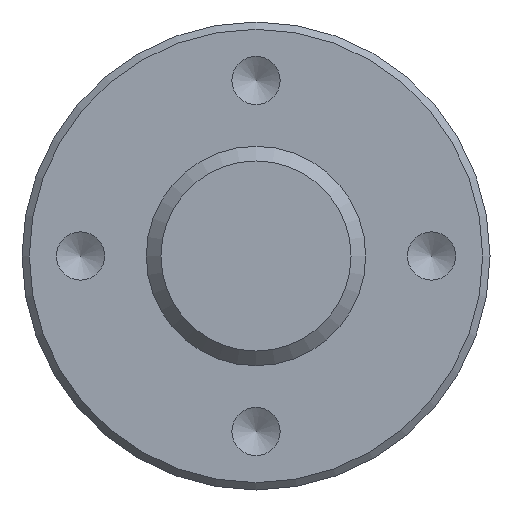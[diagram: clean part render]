
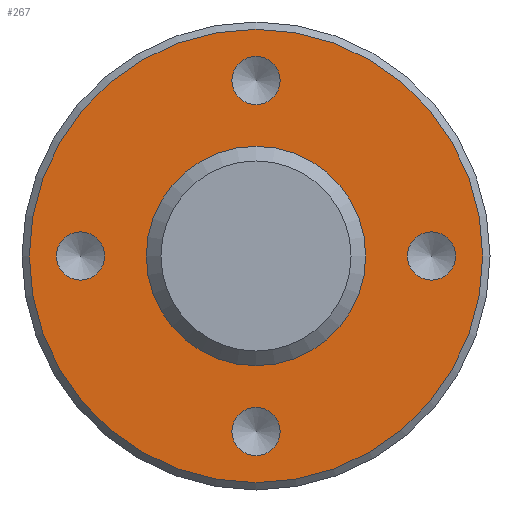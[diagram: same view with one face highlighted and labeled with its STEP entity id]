
A CAD part, left-side view. The second image highlights one B-rep face of the part: STEP entity #267.
In plain terms, the highlighted planar face has unit normal (-1, 0, 0).
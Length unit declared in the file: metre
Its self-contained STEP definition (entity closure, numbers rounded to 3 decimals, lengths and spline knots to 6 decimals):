
#38=ORIENTED_EDGE('',*,*,#86,.F.);
#39=ORIENTED_EDGE('',*,*,#87,.F.);
#40=ORIENTED_EDGE('',*,*,#88,.F.);
#41=ORIENTED_EDGE('',*,*,#89,.F.);
#42=ORIENTED_EDGE('',*,*,#90,.T.);
#43=ORIENTED_EDGE('',*,*,#85,.T.);
#85=EDGE_CURVE('',#109,#109,#137,.T.);
#86=EDGE_CURVE('',#110,#110,#138,.T.);
#87=EDGE_CURVE('',#111,#111,#139,.T.);
#88=EDGE_CURVE('',#112,#112,#140,.T.);
#89=EDGE_CURVE('',#113,#113,#141,.T.);
#90=EDGE_CURVE('',#114,#114,#142,.T.);
#109=VERTEX_POINT('',#460);
#110=VERTEX_POINT('',#463);
#111=VERTEX_POINT('',#465);
#112=VERTEX_POINT('',#467);
#113=VERTEX_POINT('',#469);
#114=VERTEX_POINT('',#471);
#137=CIRCLE('',#307,0.0075);
#138=CIRCLE('',#309,0.00165);
#139=CIRCLE('',#310,0.00165);
#140=CIRCLE('',#311,0.00165);
#141=CIRCLE('',#312,0.00165);
#142=CIRCLE('',#313,0.0155);
#162=EDGE_LOOP('',(#38));
#163=EDGE_LOOP('',(#39));
#164=EDGE_LOOP('',(#40));
#165=EDGE_LOOP('',(#41));
#166=EDGE_LOOP('',(#42));
#167=EDGE_LOOP('',(#43));
#210=FACE_BOUND('',#162,.T.);
#211=FACE_BOUND('',#163,.T.);
#212=FACE_BOUND('',#164,.T.);
#213=FACE_BOUND('',#165,.T.);
#214=FACE_BOUND('',#166,.T.);
#215=FACE_BOUND('',#167,.T.);
#260=PLANE('',#308);
#267=ADVANCED_FACE('',(#210,#211,#212,#213,#214,#215),#260,.T.);
#307=AXIS2_PLACEMENT_3D('',#459,#362,#363);
#308=AXIS2_PLACEMENT_3D('',#461,#364,#365);
#309=AXIS2_PLACEMENT_3D('',#462,#366,#367);
#310=AXIS2_PLACEMENT_3D('',#464,#368,#369);
#311=AXIS2_PLACEMENT_3D('',#466,#370,#371);
#312=AXIS2_PLACEMENT_3D('',#468,#372,#373);
#313=AXIS2_PLACEMENT_3D('',#470,#374,#375);
#362=DIRECTION('',(1.,0.,0.));
#363=DIRECTION('',(0.,0.,1.));
#364=DIRECTION('',(-1.,0.,0.));
#365=DIRECTION('',(0.,0.,-1.));
#366=DIRECTION('',(-1.,0.,0.));
#367=DIRECTION('',(0.,-1.,0.));
#368=DIRECTION('',(-1.,0.,0.));
#369=DIRECTION('',(0.,-1.,0.));
#370=DIRECTION('',(-1.,0.,0.));
#371=DIRECTION('',(0.,-1.,0.));
#372=DIRECTION('',(-1.,0.,0.));
#373=DIRECTION('',(0.,-1.,0.));
#374=DIRECTION('',(-1.,0.,0.));
#375=DIRECTION('',(0.,0.,-1.));
#459=CARTESIAN_POINT('',(0.006,0.,0.));
#460=CARTESIAN_POINT('',(0.006,0.,0.0075));
#461=CARTESIAN_POINT('',(0.006,0.,0.0075));
#462=CARTESIAN_POINT('',(0.006,0.,0.012));
#463=CARTESIAN_POINT('',(0.006,-0.00165,0.012));
#464=CARTESIAN_POINT('',(0.006,0.012,0.));
#465=CARTESIAN_POINT('',(0.006,0.01035,0.));
#466=CARTESIAN_POINT('',(0.006,-0.012,0.));
#467=CARTESIAN_POINT('',(0.006,-0.01365,0.));
#468=CARTESIAN_POINT('',(0.006,0.,-0.012));
#469=CARTESIAN_POINT('',(0.006,-0.00165,-0.012));
#470=CARTESIAN_POINT('',(0.006,0.,0.));
#471=CARTESIAN_POINT('',(0.006,0.,-0.0155));
